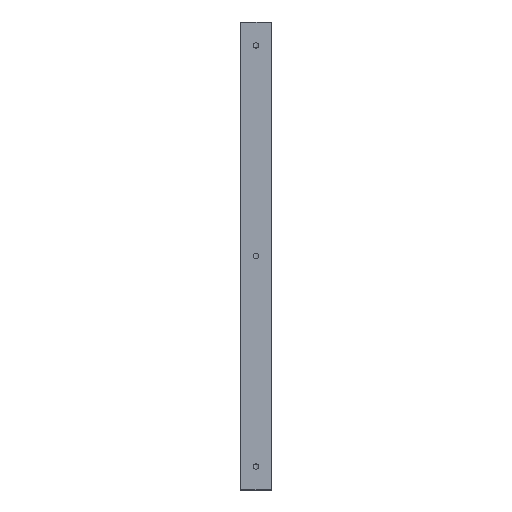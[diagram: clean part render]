
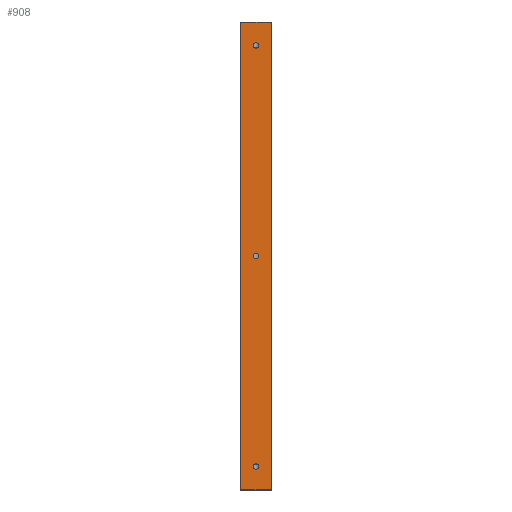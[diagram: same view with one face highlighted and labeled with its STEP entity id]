
A CAD part, left-side view. The second image highlights one B-rep face of the part: STEP entity #908.
In plain terms, the highlighted planar face has unit normal (-1, 0, 0).
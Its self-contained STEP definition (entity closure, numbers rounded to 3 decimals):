
#81 = CIRCLE ( 'NONE', #2971, 1.75 ) ;
#169 = FACE_BOUND ( 'NONE', #720, .T. ) ;
#198 = LINE ( 'NONE', #473, #2400 ) ;
#461 = DIRECTION ( 'NONE',  ( 0., 0., -1. ) ) ;
#473 = CARTESIAN_POINT ( 'NONE',  ( -7.4, 20., 300. ) ) ;
#512 = CARTESIAN_POINT ( 'NONE',  ( -7.4, 0.2, 0. ) ) ;
#519 = VERTEX_POINT ( 'NONE', #2368 ) ;
#537 = CARTESIAN_POINT ( 'NONE',  ( -7.4, 10., 285. ) ) ;
#538 = EDGE_CURVE ( 'NONE', #3454, #519, #198, .T. ) ;
#585 = AXIS2_PLACEMENT_3D ( 'NONE', #2595, #1254, #3092 ) ;
#624 = EDGE_CURVE ( 'NONE', #633, #1025, #3296, .T. ) ;
#633 = VERTEX_POINT ( 'NONE', #2922 ) ;
#706 = DIRECTION ( 'NONE',  ( 1., 0., 0. ) ) ;
#720 = EDGE_LOOP ( 'NONE', ( #2121, #3339 ) ) ;
#747 = CARTESIAN_POINT ( 'NONE',  ( -7.4, 10., 16.75 ) ) ;
#756 = VECTOR ( 'NONE', #1184, 1000. ) ;
#818 = CARTESIAN_POINT ( 'NONE',  ( -7.4, 10., 13.25 ) ) ;
#830 = DIRECTION ( 'NONE',  ( 0., 0., -1. ) ) ;
#841 = DIRECTION ( 'NONE',  ( 0., 0., -1. ) ) ;
#897 = EDGE_CURVE ( 'NONE', #1316, #1403, #1709, .T. ) ;
#908 = ADVANCED_FACE ( 'NONE', ( #169, #3356, #912, #1490 ), #1747, .F. ) ;
#912 = FACE_BOUND ( 'NONE', #1407, .T. ) ;
#920 = AXIS2_PLACEMENT_3D ( 'NONE', #2636, #2087, #461 ) ;
#947 = EDGE_CURVE ( 'NONE', #2666, #3457, #1217, .T. ) ;
#1025 = VERTEX_POINT ( 'NONE', #2117 ) ;
#1054 = EDGE_CURVE ( 'NONE', #1225, #1866, #3473, .T. ) ;
#1096 = DIRECTION ( 'NONE',  ( 0., 0., -1. ) ) ;
#1099 = CARTESIAN_POINT ( 'NONE',  ( -7.4, 10., 15. ) ) ;
#1182 = DIRECTION ( 'NONE',  ( 1., 0., 0. ) ) ;
#1184 = DIRECTION ( 'NONE',  ( 0., 1., 0. ) ) ;
#1217 = LINE ( 'NONE', #3376, #756 ) ;
#1225 = VERTEX_POINT ( 'NONE', #818 ) ;
#1254 = DIRECTION ( 'NONE',  ( 1., 0., 0. ) ) ;
#1299 = ORIENTED_EDGE ( 'NONE', *, *, #538, .F. ) ;
#1316 = VERTEX_POINT ( 'NONE', #1987 ) ;
#1319 = EDGE_CURVE ( 'NONE', #2666, #519, #1742, .T. ) ;
#1355 = ORIENTED_EDGE ( 'NONE', *, *, #947, .F. ) ;
#1403 = VERTEX_POINT ( 'NONE', #2606 ) ;
#1407 = EDGE_LOOP ( 'NONE', ( #1805, #2452 ) ) ;
#1445 = CIRCLE ( 'NONE', #2241, 1.75 ) ;
#1490 = FACE_OUTER_BOUND ( 'NONE', #2467, .T. ) ;
#1514 = DIRECTION ( 'NONE',  ( 0., 0., -1. ) ) ;
#1639 = EDGE_CURVE ( 'NONE', #3454, #3457, #3252, .T. ) ;
#1709 = CIRCLE ( 'NONE', #2905, 1.75 ) ;
#1731 = VECTOR ( 'NONE', #1096, 1000. ) ;
#1742 = LINE ( 'NONE', #3066, #2457 ) ;
#1747 = PLANE ( 'NONE',  #585 ) ;
#1805 = ORIENTED_EDGE ( 'NONE', *, *, #897, .T. ) ;
#1832 = CARTESIAN_POINT ( 'NONE',  ( -7.4, 19.8, 0. ) ) ;
#1866 = VERTEX_POINT ( 'NONE', #747 ) ;
#1987 = CARTESIAN_POINT ( 'NONE',  ( -7.4, 10., 148.25 ) ) ;
#2087 = DIRECTION ( 'NONE',  ( 1., 0., 0. ) ) ;
#2116 = EDGE_LOOP ( 'NONE', ( #3172, #2607 ) ) ;
#2117 = CARTESIAN_POINT ( 'NONE',  ( -7.4, 10., 286.75 ) ) ;
#2121 = ORIENTED_EDGE ( 'NONE', *, *, #1054, .T. ) ;
#2125 = DIRECTION ( 'NONE',  ( 1., 0., 0. ) ) ;
#2175 = DIRECTION ( 'NONE',  ( 0., 0., -1. ) ) ;
#2241 = AXIS2_PLACEMENT_3D ( 'NONE', #1099, #3226, #2175 ) ;
#2307 = DIRECTION ( 'NONE',  ( 0., 0., 1. ) ) ;
#2322 = EDGE_CURVE ( 'NONE', #1866, #1225, #1445, .T. ) ;
#2368 = CARTESIAN_POINT ( 'NONE',  ( -7.4, 0.2, 300. ) ) ;
#2400 = VECTOR ( 'NONE', #3156, 1000. ) ;
#2401 = CARTESIAN_POINT ( 'NONE',  ( -7.4, 19.8, 300. ) ) ;
#2452 = ORIENTED_EDGE ( 'NONE', *, *, #3240, .T. ) ;
#2457 = VECTOR ( 'NONE', #2307, 1000. ) ;
#2467 = EDGE_LOOP ( 'NONE', ( #1355, #3294, #1299, #2802 ) ) ;
#2481 = CARTESIAN_POINT ( 'NONE',  ( -7.4, 10., 150. ) ) ;
#2493 = AXIS2_PLACEMENT_3D ( 'NONE', #3232, #2966, #3441 ) ;
#2595 = CARTESIAN_POINT ( 'NONE',  ( -7.4, 0., 0. ) ) ;
#2606 = CARTESIAN_POINT ( 'NONE',  ( -7.4, 10., 151.75 ) ) ;
#2607 = ORIENTED_EDGE ( 'NONE', *, *, #2804, .T. ) ;
#2636 = CARTESIAN_POINT ( 'NONE',  ( -7.4, 10., 15. ) ) ;
#2666 = VERTEX_POINT ( 'NONE', #512 ) ;
#2785 = CARTESIAN_POINT ( 'NONE',  ( -7.4, 10., 150. ) ) ;
#2802 = ORIENTED_EDGE ( 'NONE', *, *, #1639, .T. ) ;
#2804 = EDGE_CURVE ( 'NONE', #1025, #633, #81, .T. ) ;
#2905 = AXIS2_PLACEMENT_3D ( 'NONE', #2785, #706, #1514 ) ;
#2922 = CARTESIAN_POINT ( 'NONE',  ( -7.4, 10., 283.25 ) ) ;
#2966 = DIRECTION ( 'NONE',  ( 1., 0., 0. ) ) ;
#2971 = AXIS2_PLACEMENT_3D ( 'NONE', #537, #2125, #830 ) ;
#3066 = CARTESIAN_POINT ( 'NONE',  ( -7.4, 0.2, 300. ) ) ;
#3085 = CIRCLE ( 'NONE', #3315, 1.75 ) ;
#3092 = DIRECTION ( 'NONE',  ( 0., 0., -1. ) ) ;
#3156 = DIRECTION ( 'NONE',  ( 0., -1., 0. ) ) ;
#3172 = ORIENTED_EDGE ( 'NONE', *, *, #624, .T. ) ;
#3226 = DIRECTION ( 'NONE',  ( 1., 0., 0. ) ) ;
#3232 = CARTESIAN_POINT ( 'NONE',  ( -7.4, 10., 285. ) ) ;
#3234 = CARTESIAN_POINT ( 'NONE',  ( -7.4, 19.8, 0. ) ) ;
#3240 = EDGE_CURVE ( 'NONE', #1403, #1316, #3085, .T. ) ;
#3252 = LINE ( 'NONE', #3234, #1731 ) ;
#3294 = ORIENTED_EDGE ( 'NONE', *, *, #1319, .T. ) ;
#3296 = CIRCLE ( 'NONE', #2493, 1.75 ) ;
#3315 = AXIS2_PLACEMENT_3D ( 'NONE', #2481, #1182, #841 ) ;
#3339 = ORIENTED_EDGE ( 'NONE', *, *, #2322, .T. ) ;
#3356 = FACE_BOUND ( 'NONE', #2116, .T. ) ;
#3376 = CARTESIAN_POINT ( 'NONE',  ( -7.4, 0., 0. ) ) ;
#3441 = DIRECTION ( 'NONE',  ( 0., 0., -1. ) ) ;
#3454 = VERTEX_POINT ( 'NONE', #2401 ) ;
#3457 = VERTEX_POINT ( 'NONE', #1832 ) ;
#3473 = CIRCLE ( 'NONE', #920, 1.75 ) ;
